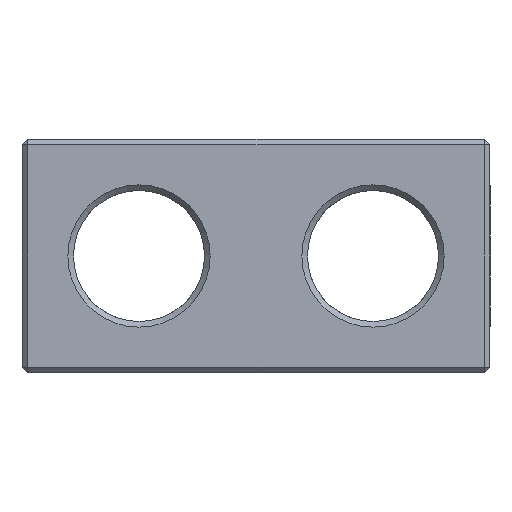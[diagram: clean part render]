
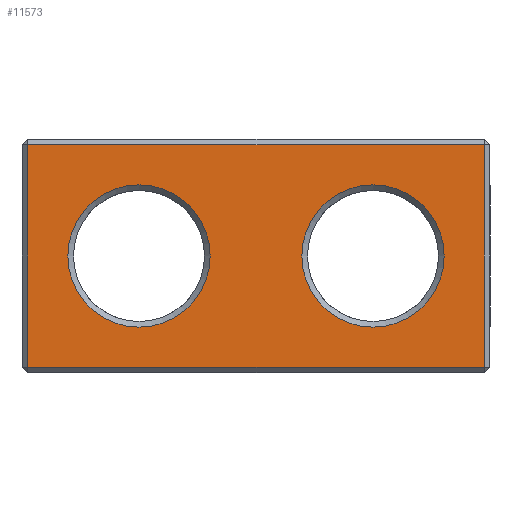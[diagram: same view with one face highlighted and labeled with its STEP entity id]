
A CAD part, left-side view. The second image highlights one B-rep face of the part: STEP entity #11573.
In plain terms, the highlighted planar face has unit normal (-1, 0, 0).
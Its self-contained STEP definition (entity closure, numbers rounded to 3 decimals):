
#1117 = PLANE('',#1118);
#1118 = AXIS2_PLACEMENT_3D('',#1119,#1120,#1121);
#1119 = CARTESIAN_POINT('',(-181.1,18.75,0.15));
#1120 = DIRECTION('',(-0.707,0.,
    -0.707));
#1121 = DIRECTION('',(0.,1.,0.));
#5401 = CONICAL_SURFACE('',#5402,3.5,0.785);
#5402 = AXIS2_PLACEMENT_3D('',#5403,#5404,#5405);
#5403 = CARTESIAN_POINT('',(-180.95,0.,6.25));
#5404 = DIRECTION('',(-1.,-0.,-0.));
#5405 = DIRECTION('',(0.,0.,1.));
#6324 = VERTEX_POINT('',#6325);
#6325 = CARTESIAN_POINT('',(-181.25,18.45,0.3));
#6346 = EDGE_CURVE('',#6324,#6347,#6349,.T.);
#6347 = VERTEX_POINT('',#6348);
#6348 = CARTESIAN_POINT('',(-181.25,-5.95,0.3));
#6349 = SURFACE_CURVE('',#6350,(#6354,#6361),.PCURVE_S1.);
#6350 = LINE('',#6351,#6352);
#6351 = CARTESIAN_POINT('',(-181.25,18.75,0.3));
#6352 = VECTOR('',#6353,1.);
#6353 = DIRECTION('',(0.,-1.,0.));
#6354 = PCURVE('',#1117,#6355);
#6355 = DEFINITIONAL_REPRESENTATION('',(#6356),#6360);
#6356 = LINE('',#6357,#6358);
#6357 = CARTESIAN_POINT('',(0.,-0.212));
#6358 = VECTOR('',#6359,1.);
#6359 = DIRECTION('',(-1.,0.));
#6360 = ( GEOMETRIC_REPRESENTATION_CONTEXT(2) 
PARAMETRIC_REPRESENTATION_CONTEXT() REPRESENTATION_CONTEXT('2D SPACE',''
  ) );
#6361 = PCURVE('',#6362,#6367);
#6362 = PLANE('',#6363);
#6363 = AXIS2_PLACEMENT_3D('',#6364,#6365,#6366);
#6364 = CARTESIAN_POINT('',(-181.25,18.75,0.));
#6365 = DIRECTION('',(1.,0.,0.));
#6366 = DIRECTION('',(0.,-1.,0.));
#6367 = DEFINITIONAL_REPRESENTATION('',(#6368),#6372);
#6368 = LINE('',#6369,#6370);
#6369 = CARTESIAN_POINT('',(0.,-0.3));
#6370 = VECTOR('',#6371,1.);
#6371 = DIRECTION('',(1.,0.));
#6372 = ( GEOMETRIC_REPRESENTATION_CONTEXT(2) 
PARAMETRIC_REPRESENTATION_CONTEXT() REPRESENTATION_CONTEXT('2D SPACE',''
  ) );
#9419 = CONICAL_SURFACE('',#9420,3.5,0.785);
#9420 = AXIS2_PLACEMENT_3D('',#9421,#9422,#9423);
#9421 = CARTESIAN_POINT('',(-180.95,12.5,6.25));
#9422 = DIRECTION('',(-1.,-0.,0.));
#9423 = DIRECTION('',(0.,0.,1.));
#9774 = VERTEX_POINT('',#9775);
#9775 = CARTESIAN_POINT('',(-181.25,0.,10.05)
  );
#9796 = EDGE_CURVE('',#9774,#9774,#9797,.T.);
#9797 = SURFACE_CURVE('',#9798,(#9803,#9810),.PCURVE_S1.);
#9798 = CIRCLE('',#9799,3.8);
#9799 = AXIS2_PLACEMENT_3D('',#9800,#9801,#9802);
#9800 = CARTESIAN_POINT('',(-181.25,0.,6.25));
#9801 = DIRECTION('',(-1.,0.,0.));
#9802 = DIRECTION('',(0.,0.,1.));
#9803 = PCURVE('',#5401,#9804);
#9804 = DEFINITIONAL_REPRESENTATION('',(#9805),#9809);
#9805 = LINE('',#9806,#9807);
#9806 = CARTESIAN_POINT('',(0.,0.3));
#9807 = VECTOR('',#9808,1.);
#9808 = DIRECTION('',(1.,0.));
#9809 = ( GEOMETRIC_REPRESENTATION_CONTEXT(2) 
PARAMETRIC_REPRESENTATION_CONTEXT() REPRESENTATION_CONTEXT('2D SPACE',''
  ) );
#9810 = PCURVE('',#6362,#9811);
#9811 = DEFINITIONAL_REPRESENTATION('',(#9812),#9820);
#9812 = ( BOUNDED_CURVE() B_SPLINE_CURVE(2,(#9813,#9814,#9815,#9816,
#9817,#9818,#9819),.UNSPECIFIED.,.T.,.F.) B_SPLINE_CURVE_WITH_KNOTS((1,2
    ,2,2,2,1),(-2.094,0.,2.094,4.189,
6.283,8.378),.UNSPECIFIED.) CURVE() 
GEOMETRIC_REPRESENTATION_ITEM() RATIONAL_B_SPLINE_CURVE((1.,0.5,1.,0.5,
1.,0.5,1.)) REPRESENTATION_ITEM('') );
#9813 = CARTESIAN_POINT('',(18.75,-10.05));
#9814 = CARTESIAN_POINT('',(12.168,-10.05));
#9815 = CARTESIAN_POINT('',(15.459,-4.35));
#9816 = CARTESIAN_POINT('',(18.75,1.35));
#9817 = CARTESIAN_POINT('',(22.041,-4.35));
#9818 = CARTESIAN_POINT('',(25.332,-10.05));
#9819 = CARTESIAN_POINT('',(18.75,-10.05));
#9820 = ( GEOMETRIC_REPRESENTATION_CONTEXT(2) 
PARAMETRIC_REPRESENTATION_CONTEXT() REPRESENTATION_CONTEXT('2D SPACE',''
  ) );
#9955 = PLANE('',#9956);
#9956 = AXIS2_PLACEMENT_3D('',#9957,#9958,#9959);
#9957 = CARTESIAN_POINT('',(-181.1,18.6,0.));
#9958 = DIRECTION('',(-0.707,0.707,0.));
#9959 = DIRECTION('',(-0.,-0.,-1.));
#11054 = PLANE('',#11055);
#11055 = AXIS2_PLACEMENT_3D('',#11056,#11057,#11058);
#11056 = CARTESIAN_POINT('',(-181.1,-6.1,0.));
#11057 = DIRECTION('',(-0.707,-0.707,0.));
#11058 = DIRECTION('',(-0.,-0.,-1.));
#11573 = ADVANCED_FACE('',(#11574,#11649,#11652),#6362,.F.);
#11574 = FACE_BOUND('',#11575,.F.);
#11575 = EDGE_LOOP('',(#11576,#11606,#11627,#11628));
#11576 = ORIENTED_EDGE('',*,*,#11577,.T.);
#11577 = EDGE_CURVE('',#11578,#11580,#11582,.T.);
#11578 = VERTEX_POINT('',#11579);
#11579 = CARTESIAN_POINT('',(-181.25,18.45,12.2));
#11580 = VERTEX_POINT('',#11581);
#11581 = CARTESIAN_POINT('',(-181.25,-5.95,12.2));
#11582 = SURFACE_CURVE('',#11583,(#11587,#11594),.PCURVE_S1.);
#11583 = LINE('',#11584,#11585);
#11584 = CARTESIAN_POINT('',(-181.25,18.75,12.2));
#11585 = VECTOR('',#11586,1.);
#11586 = DIRECTION('',(0.,-1.,0.));
#11587 = PCURVE('',#6362,#11588);
#11588 = DEFINITIONAL_REPRESENTATION('',(#11589),#11593);
#11589 = LINE('',#11590,#11591);
#11590 = CARTESIAN_POINT('',(0.,-12.2));
#11591 = VECTOR('',#11592,1.);
#11592 = DIRECTION('',(1.,0.));
#11593 = ( GEOMETRIC_REPRESENTATION_CONTEXT(2) 
PARAMETRIC_REPRESENTATION_CONTEXT() REPRESENTATION_CONTEXT('2D SPACE',''
  ) );
#11594 = PCURVE('',#11595,#11600);
#11595 = PLANE('',#11596);
#11596 = AXIS2_PLACEMENT_3D('',#11597,#11598,#11599);
#11597 = CARTESIAN_POINT('',(-181.1,18.75,12.35));
#11598 = DIRECTION('',(0.707,0.,-0.707));
#11599 = DIRECTION('',(0.,1.,0.));
#11600 = DEFINITIONAL_REPRESENTATION('',(#11601),#11605);
#11601 = LINE('',#11602,#11603);
#11602 = CARTESIAN_POINT('',(-0.,-0.212));
#11603 = VECTOR('',#11604,1.);
#11604 = DIRECTION('',(-1.,0.));
#11605 = ( GEOMETRIC_REPRESENTATION_CONTEXT(2) 
PARAMETRIC_REPRESENTATION_CONTEXT() REPRESENTATION_CONTEXT('2D SPACE',''
  ) );
#11606 = ORIENTED_EDGE('',*,*,#11607,.F.);
#11607 = EDGE_CURVE('',#6347,#11580,#11608,.T.);
#11608 = SURFACE_CURVE('',#11609,(#11613,#11620),.PCURVE_S1.);
#11609 = LINE('',#11610,#11611);
#11610 = CARTESIAN_POINT('',(-181.25,-5.95,0.));
#11611 = VECTOR('',#11612,1.);
#11612 = DIRECTION('',(0.,0.,1.));
#11613 = PCURVE('',#6362,#11614);
#11614 = DEFINITIONAL_REPRESENTATION('',(#11615),#11619);
#11615 = LINE('',#11616,#11617);
#11616 = CARTESIAN_POINT('',(24.7,0.));
#11617 = VECTOR('',#11618,1.);
#11618 = DIRECTION('',(0.,-1.));
#11619 = ( GEOMETRIC_REPRESENTATION_CONTEXT(2) 
PARAMETRIC_REPRESENTATION_CONTEXT() REPRESENTATION_CONTEXT('2D SPACE',''
  ) );
#11620 = PCURVE('',#11054,#11621);
#11621 = DEFINITIONAL_REPRESENTATION('',(#11622),#11626);
#11622 = LINE('',#11623,#11624);
#11623 = CARTESIAN_POINT('',(-0.,-0.212));
#11624 = VECTOR('',#11625,1.);
#11625 = DIRECTION('',(-1.,0.));
#11626 = ( GEOMETRIC_REPRESENTATION_CONTEXT(2) 
PARAMETRIC_REPRESENTATION_CONTEXT() REPRESENTATION_CONTEXT('2D SPACE',''
  ) );
#11627 = ORIENTED_EDGE('',*,*,#6346,.F.);
#11628 = ORIENTED_EDGE('',*,*,#11629,.T.);
#11629 = EDGE_CURVE('',#6324,#11578,#11630,.T.);
#11630 = SURFACE_CURVE('',#11631,(#11635,#11642),.PCURVE_S1.);
#11631 = LINE('',#11632,#11633);
#11632 = CARTESIAN_POINT('',(-181.25,18.45,0.));
#11633 = VECTOR('',#11634,1.);
#11634 = DIRECTION('',(0.,0.,1.));
#11635 = PCURVE('',#6362,#11636);
#11636 = DEFINITIONAL_REPRESENTATION('',(#11637),#11641);
#11637 = LINE('',#11638,#11639);
#11638 = CARTESIAN_POINT('',(0.3,0.));
#11639 = VECTOR('',#11640,1.);
#11640 = DIRECTION('',(0.,-1.));
#11641 = ( GEOMETRIC_REPRESENTATION_CONTEXT(2) 
PARAMETRIC_REPRESENTATION_CONTEXT() REPRESENTATION_CONTEXT('2D SPACE',''
  ) );
#11642 = PCURVE('',#9955,#11643);
#11643 = DEFINITIONAL_REPRESENTATION('',(#11644),#11648);
#11644 = LINE('',#11645,#11646);
#11645 = CARTESIAN_POINT('',(-0.,0.212));
#11646 = VECTOR('',#11647,1.);
#11647 = DIRECTION('',(-1.,0.));
#11648 = ( GEOMETRIC_REPRESENTATION_CONTEXT(2) 
PARAMETRIC_REPRESENTATION_CONTEXT() REPRESENTATION_CONTEXT('2D SPACE',''
  ) );
#11649 = FACE_BOUND('',#11650,.F.);
#11650 = EDGE_LOOP('',(#11651));
#11651 = ORIENTED_EDGE('',*,*,#9796,.T.);
#11652 = FACE_BOUND('',#11653,.F.);
#11653 = EDGE_LOOP('',(#11654));
#11654 = ORIENTED_EDGE('',*,*,#11655,.T.);
#11655 = EDGE_CURVE('',#11656,#11656,#11658,.T.);
#11656 = VERTEX_POINT('',#11657);
#11657 = CARTESIAN_POINT('',(-181.25,12.5,10.05));
#11658 = SURFACE_CURVE('',#11659,(#11664,#11675),.PCURVE_S1.);
#11659 = CIRCLE('',#11660,3.8);
#11660 = AXIS2_PLACEMENT_3D('',#11661,#11662,#11663);
#11661 = CARTESIAN_POINT('',(-181.25,12.5,6.25));
#11662 = DIRECTION('',(-1.,0.,0.));
#11663 = DIRECTION('',(0.,0.,1.));
#11664 = PCURVE('',#6362,#11665);
#11665 = DEFINITIONAL_REPRESENTATION('',(#11666),#11674);
#11666 = ( BOUNDED_CURVE() B_SPLINE_CURVE(2,(#11667,#11668,#11669,#11670
    ,#11671,#11672,#11673),.UNSPECIFIED.,.T.,.F.) 
B_SPLINE_CURVE_WITH_KNOTS((1,2,2,2,2,1),(-2.094,0.,
    2.094,4.189,6.283,8.378),
.UNSPECIFIED.) CURVE() GEOMETRIC_REPRESENTATION_ITEM() 
RATIONAL_B_SPLINE_CURVE((1.,0.5,1.,0.5,1.,0.5,1.)) REPRESENTATION_ITEM(
  '') );
#11667 = CARTESIAN_POINT('',(6.25,-10.05));
#11668 = CARTESIAN_POINT('',(-0.332,-10.05));
#11669 = CARTESIAN_POINT('',(2.959,-4.35));
#11670 = CARTESIAN_POINT('',(6.25,1.35));
#11671 = CARTESIAN_POINT('',(9.541,-4.35));
#11672 = CARTESIAN_POINT('',(12.832,-10.05));
#11673 = CARTESIAN_POINT('',(6.25,-10.05));
#11674 = ( GEOMETRIC_REPRESENTATION_CONTEXT(2) 
PARAMETRIC_REPRESENTATION_CONTEXT() REPRESENTATION_CONTEXT('2D SPACE',''
  ) );
#11675 = PCURVE('',#9419,#11676);
#11676 = DEFINITIONAL_REPRESENTATION('',(#11677),#11681);
#11677 = LINE('',#11678,#11679);
#11678 = CARTESIAN_POINT('',(0.,0.3));
#11679 = VECTOR('',#11680,1.);
#11680 = DIRECTION('',(1.,0.));
#11681 = ( GEOMETRIC_REPRESENTATION_CONTEXT(2) 
PARAMETRIC_REPRESENTATION_CONTEXT() REPRESENTATION_CONTEXT('2D SPACE',''
  ) );
